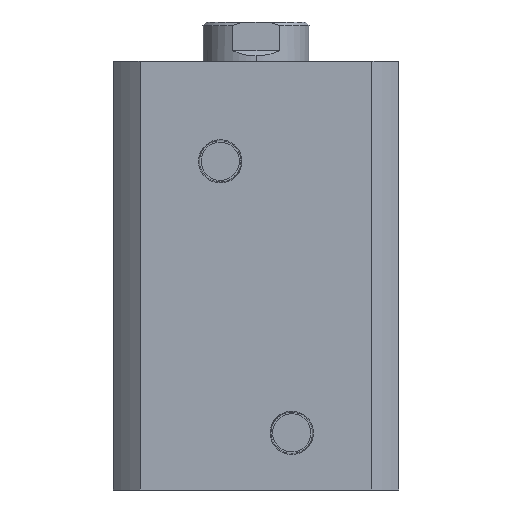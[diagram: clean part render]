
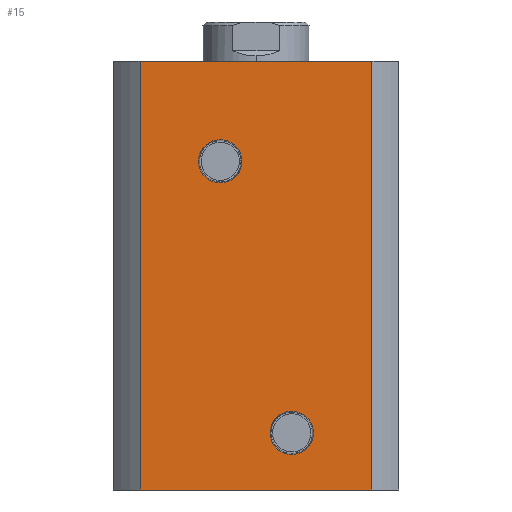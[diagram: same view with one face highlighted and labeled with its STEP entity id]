
A CAD part, left-side view. The second image highlights one B-rep face of the part: STEP entity #15.
In plain terms, the highlighted planar face has unit normal (-1, 0, 0).
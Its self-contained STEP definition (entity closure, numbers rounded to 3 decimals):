
#15 = ADVANCED_FACE ( 'NONE', ( #2159, #2156, #2163 ), #2610, .F. ) ;
#453 = EDGE_LOOP ( 'NONE', ( #2215, #2218 ) ) ;
#456 = EDGE_LOOP ( 'NONE', ( #2219, #2221 ) ) ;
#457 = EDGE_LOOP ( 'NONE', ( #2222, #2225, #2227, #2228 ) ) ;
#643 = CARTESIAN_POINT ( 'NONE',  ( -40., 32.438, 120. ) ) ;
#647 = CARTESIAN_POINT ( 'NONE',  ( -40., -32.438, 0. ) ) ;
#648 = CARTESIAN_POINT ( 'NONE',  ( -40., -32.438, 120. ) ) ;
#692 = CARTESIAN_POINT ( 'NONE',  ( -40., -10., 22.06 ) ) ;
#723 = CARTESIAN_POINT ( 'NONE',  ( -40., 10., 85.94 ) ) ;
#736 = CARTESIAN_POINT ( 'NONE',  ( -40., 10., 98.06 ) ) ;
#777 = CARTESIAN_POINT ( 'NONE',  ( -40., 32.438, 0. ) ) ;
#781 = CARTESIAN_POINT ( 'NONE',  ( -40., -10., 9.94 ) ) ;
#1113 = EDGE_CURVE ( 'NONE', #2356, #2493, #2669, .T. ) ;
#1130 = EDGE_CURVE ( 'NONE', #2356, #2353, #2699, .T. ) ;
#1131 = EDGE_CURVE ( 'NONE', #2353, #2351, #2705, .T. ) ;
#1132 = EDGE_CURVE ( 'NONE', #2493, #2351, #2707, .T. ) ;
#1133 = EDGE_CURVE ( 'NONE', #2452, #2438, #2709, .T. ) ;
#1134 = EDGE_CURVE ( 'NONE', #2399, #2497, #2704, .T. ) ;
#1177 = EDGE_CURVE ( 'NONE', #2438, #2452, #2774, .T. ) ;
#1187 = EDGE_CURVE ( 'NONE', #2497, #2399, #2780, .T. ) ;
#1268 = AXIS2_PLACEMENT_3D ( 'NONE', #2612, #2608, #2607 ) ;
#1398 = AXIS2_PLACEMENT_3D ( 'NONE', #1619, #1620, #1621 ) ;
#1399 = AXIS2_PLACEMENT_3D ( 'NONE', #1623, #1624, #1625 ) ;
#1421 = AXIS2_PLACEMENT_3D ( 'NONE', #1733, #1734, #1735 ) ;
#1426 = AXIS2_PLACEMENT_3D ( 'NONE', #1757, #1758, #1759 ) ;
#1569 = CARTESIAN_POINT ( 'NONE',  ( -40., 32.438, 120. ) ) ;
#1578 = DIRECTION ( 'NONE',  ( 0., 0., -1. ) ) ;
#1606 = DIRECTION ( 'NONE',  ( 0., -1., 0. ) ) ;
#1610 = CARTESIAN_POINT ( 'NONE',  ( -40., 0., 120. ) ) ;
#1614 = CARTESIAN_POINT ( 'NONE',  ( -40., -32.438, 120. ) ) ;
#1615 = DIRECTION ( 'NONE',  ( 0., 0., -1. ) ) ;
#1616 = CARTESIAN_POINT ( 'NONE',  ( -40., 0., 0. ) ) ;
#1617 = DIRECTION ( 'NONE',  ( 0., -1., 0. ) ) ;
#1619 = CARTESIAN_POINT ( 'NONE',  ( -40., 10., 92. ) ) ;
#1620 = DIRECTION ( 'NONE',  ( -1., 0., 0. ) ) ;
#1621 = DIRECTION ( 'NONE',  ( 0., 0., 1. ) ) ;
#1623 = CARTESIAN_POINT ( 'NONE',  ( -40., -10., 16. ) ) ;
#1624 = DIRECTION ( 'NONE',  ( -1., 0., 0. ) ) ;
#1625 = DIRECTION ( 'NONE',  ( 0., 0., 1. ) ) ;
#1733 = CARTESIAN_POINT ( 'NONE',  ( -40., 10., 92. ) ) ;
#1734 = DIRECTION ( 'NONE',  ( -1., 0., 0. ) ) ;
#1735 = DIRECTION ( 'NONE',  ( 0., 0., 1. ) ) ;
#1757 = CARTESIAN_POINT ( 'NONE',  ( -40., -10., 16. ) ) ;
#1758 = DIRECTION ( 'NONE',  ( -1., 0., 0. ) ) ;
#1759 = DIRECTION ( 'NONE',  ( 0., 0., 1. ) ) ;
#2156 = FACE_BOUND ( 'NONE', #456, .T. ) ;
#2159 = FACE_BOUND ( 'NONE', #453, .T. ) ;
#2163 = FACE_OUTER_BOUND ( 'NONE', #457, .T. ) ;
#2215 = ORIENTED_EDGE ( 'NONE', *, *, #1134, .F. ) ;
#2218 = ORIENTED_EDGE ( 'NONE', *, *, #1187, .F. ) ;
#2219 = ORIENTED_EDGE ( 'NONE', *, *, #1133, .F. ) ;
#2221 = ORIENTED_EDGE ( 'NONE', *, *, #1177, .F. ) ;
#2222 = ORIENTED_EDGE ( 'NONE', *, *, #1132, .T. ) ;
#2225 = ORIENTED_EDGE ( 'NONE', *, *, #1131, .F. ) ;
#2227 = ORIENTED_EDGE ( 'NONE', *, *, #1130, .F. ) ;
#2228 = ORIENTED_EDGE ( 'NONE', *, *, #1113, .T. ) ;
#2351 = VERTEX_POINT ( 'NONE', #647 ) ;
#2353 = VERTEX_POINT ( 'NONE', #648 ) ;
#2356 = VERTEX_POINT ( 'NONE', #643 ) ;
#2399 = VERTEX_POINT ( 'NONE', #692 ) ;
#2438 = VERTEX_POINT ( 'NONE', #723 ) ;
#2452 = VERTEX_POINT ( 'NONE', #736 ) ;
#2493 = VERTEX_POINT ( 'NONE', #777 ) ;
#2497 = VERTEX_POINT ( 'NONE', #781 ) ;
#2607 = DIRECTION ( 'NONE',  ( 0., 1., 0. ) ) ;
#2608 = DIRECTION ( 'NONE',  ( 1., 0., 0. ) ) ;
#2610 = PLANE ( 'NONE',  #1268 ) ;
#2612 = CARTESIAN_POINT ( 'NONE',  ( -40., 0., 120. ) ) ;
#2669 = LINE ( 'NONE', #1569, #2675 ) ;
#2675 = VECTOR ( 'NONE', #1578, 1000. ) ;
#2699 = LINE ( 'NONE', #1610, #2706 ) ;
#2704 = CIRCLE ( 'NONE', #1399, 6.06 ) ;
#2705 = LINE ( 'NONE', #1614, #2708 ) ;
#2706 = VECTOR ( 'NONE', #1606, 1000. ) ;
#2707 = LINE ( 'NONE', #1616, #2710 ) ;
#2708 = VECTOR ( 'NONE', #1615, 1000. ) ;
#2709 = CIRCLE ( 'NONE', #1398, 6.06 ) ;
#2710 = VECTOR ( 'NONE', #1617, 1000. ) ;
#2774 = CIRCLE ( 'NONE', #1421, 6.06 ) ;
#2780 = CIRCLE ( 'NONE', #1426, 6.06 ) ;
